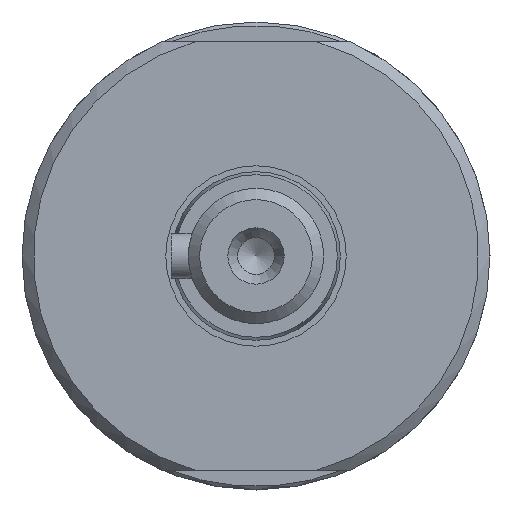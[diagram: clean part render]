
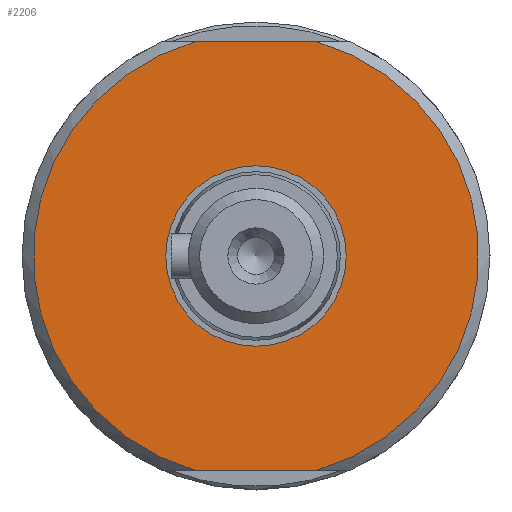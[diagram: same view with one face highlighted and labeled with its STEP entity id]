
A CAD part, left-side view. The second image highlights one B-rep face of the part: STEP entity #2206.
In plain terms, the highlighted planar face has unit normal (-1, 0, 0).
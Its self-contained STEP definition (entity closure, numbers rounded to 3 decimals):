
#67=FACE_BOUND('',#447,.T.);
#233=PLANE('',#2438);
#320=FACE_OUTER_BOUND('',#446,.T.);
#446=EDGE_LOOP('',(#1778,#1779,#1780,#1781));
#447=EDGE_LOOP('',(#1782,#1783));
#568=LINE('',#3785,#680);
#569=LINE('',#3787,#681);
#680=VECTOR('',#2952,10.);
#681=VECTOR('',#2953,10.);
#819=CIRCLE('',#2437,19.75);
#820=CIRCLE('',#2439,19.75);
#821=CIRCLE('',#2440,8.);
#822=CIRCLE('',#2441,8.);
#1027=VERTEX_POINT('',#3771);
#1030=VERTEX_POINT('',#3778);
#1031=VERTEX_POINT('',#3784);
#1032=VERTEX_POINT('',#3786);
#1033=VERTEX_POINT('',#3789);
#1034=VERTEX_POINT('',#3790);
#1306=EDGE_CURVE('',#1030,#1027,#819,.T.);
#1307=EDGE_CURVE('',#1031,#1027,#568,.T.);
#1308=EDGE_CURVE('',#1030,#1032,#569,.T.);
#1309=EDGE_CURVE('',#1031,#1032,#820,.T.);
#1310=EDGE_CURVE('',#1033,#1034,#821,.T.);
#1311=EDGE_CURVE('',#1034,#1033,#822,.T.);
#1778=ORIENTED_EDGE('',*,*,#1307,.T.);
#1779=ORIENTED_EDGE('',*,*,#1306,.F.);
#1780=ORIENTED_EDGE('',*,*,#1308,.T.);
#1781=ORIENTED_EDGE('',*,*,#1309,.F.);
#1782=ORIENTED_EDGE('',*,*,#1310,.T.);
#1783=ORIENTED_EDGE('',*,*,#1311,.T.);
#2206=ADVANCED_FACE('',(#320,#67),#233,.T.);
#2437=AXIS2_PLACEMENT_3D('',#3782,#2948,#2949);
#2438=AXIS2_PLACEMENT_3D('',#3783,#2950,#2951);
#2439=AXIS2_PLACEMENT_3D('',#3788,#2954,#2955);
#2440=AXIS2_PLACEMENT_3D('',#3791,#2956,#2957);
#2441=AXIS2_PLACEMENT_3D('',#3792,#2958,#2959);
#2948=DIRECTION('center_axis',(1.,0.,0.));
#2949=DIRECTION('ref_axis',(0.,-1.,0.));
#2950=DIRECTION('center_axis',(-1.,0.,0.));
#2951=DIRECTION('ref_axis',(0.,0.,
-1.));
#2952=DIRECTION('',(0.,1.,0.));
#2953=DIRECTION('',(0.,-1.,0.));
#2954=DIRECTION('center_axis',(1.,0.,0.));
#2955=DIRECTION('ref_axis',(0.,-1.,0.));
#2956=DIRECTION('center_axis',(1.,0.,0.));
#2957=DIRECTION('ref_axis',(0.,-1.,0.));
#2958=DIRECTION('center_axis',(1.,0.,0.));
#2959=DIRECTION('ref_axis',(0.,-1.,0.));
#3771=CARTESIAN_POINT('',(-85.,5.391,19.));
#3778=CARTESIAN_POINT('',(-85.,5.391,-19.));
#3782=CARTESIAN_POINT('Origin',(-85.,0.,0.));
#3783=CARTESIAN_POINT('Origin',(-85.,-13.875,0.));
#3784=CARTESIAN_POINT('',(-85.,-5.391,19.));
#3785=CARTESIAN_POINT('',(-85.,-1.392,19.));
#3786=CARTESIAN_POINT('',(-85.,-5.391,-19.));
#3787=CARTESIAN_POINT('',(-85.,-12.483,-19.));
#3788=CARTESIAN_POINT('Origin',(-85.,0.,0.));
#3789=CARTESIAN_POINT('',(-85.,-8.,0.));
#3790=CARTESIAN_POINT('',(-85.,8.,0.));
#3791=CARTESIAN_POINT('Origin',(-85.,0.,0.));
#3792=CARTESIAN_POINT('Origin',(-85.,0.,0.));
